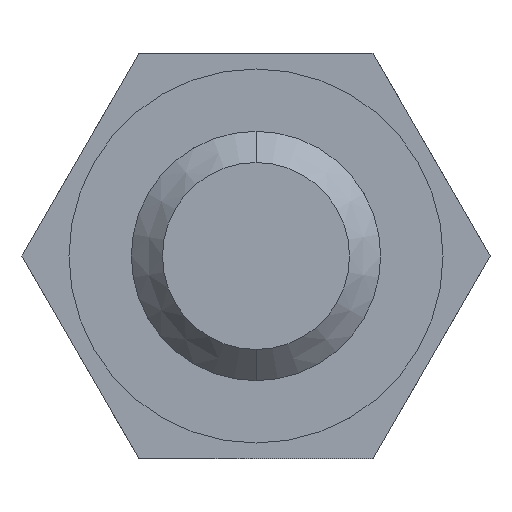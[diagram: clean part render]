
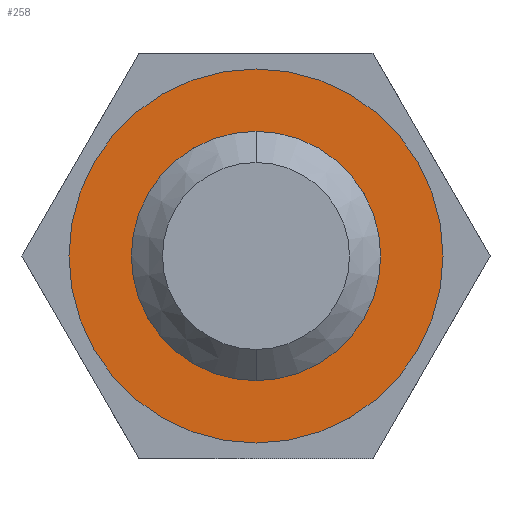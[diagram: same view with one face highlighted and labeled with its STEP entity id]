
A CAD part, front view. The second image highlights one B-rep face of the part: STEP entity #258.
In plain terms, the highlighted planar face has unit normal (0, -1, 0).
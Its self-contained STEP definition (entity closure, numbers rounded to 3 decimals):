
#83 = FACE_BOUND ( 'NONE', #3338, .T. ) ;
#111 = DIRECTION ( 'NONE',  ( 0., 0., -1. ) ) ;
#258 = ADVANCED_FACE ( 'NONE', ( #83, #3064 ), #1618, .T. ) ;
#305 = EDGE_CURVE ( 'NONE', #1985, #4021, #3812, .T. ) ;
#917 = CARTESIAN_POINT ( 'NONE',  ( 0., -0.2, 6. ) ) ;
#991 = CARTESIAN_POINT ( 'NONE',  ( 0., -0.2, 0. ) ) ;
#1002 = CIRCLE ( 'NONE', #3461, 4. ) ;
#1186 = ORIENTED_EDGE ( 'NONE', *, *, #305, .T. ) ;
#1192 = ORIENTED_EDGE ( 'NONE', *, *, #3536, .F. ) ;
#1224 = AXIS2_PLACEMENT_3D ( 'NONE', #991, #3525, #1368 ) ;
#1368 = DIRECTION ( 'NONE',  ( 0., 0., -1. ) ) ;
#1420 = DIRECTION ( 'NONE',  ( 0., 0., -1. ) ) ;
#1538 = CARTESIAN_POINT ( 'NONE',  ( 0., -0.2, 4. ) ) ;
#1618 = PLANE ( 'NONE',  #4753 ) ;
#1726 = DIRECTION ( 'NONE',  ( 0., -1., 0. ) ) ;
#1728 = CARTESIAN_POINT ( 'NONE',  ( 0., -0.2, 0. ) ) ;
#1985 = VERTEX_POINT ( 'NONE', #917 ) ;
#2219 = EDGE_CURVE ( 'NONE', #4021, #1985, #4394, .T. ) ;
#2250 = VERTEX_POINT ( 'NONE', #1538 ) ;
#2258 = AXIS2_PLACEMENT_3D ( 'NONE', #3202, #3222, #3236 ) ;
#2346 = DIRECTION ( 'NONE',  ( 0., 0., -1. ) ) ;
#2394 = DIRECTION ( 'NONE',  ( 0., -1., 0. ) ) ;
#2812 = AXIS2_PLACEMENT_3D ( 'NONE', #1728, #1726, #1420 ) ;
#3064 = FACE_OUTER_BOUND ( 'NONE', #3619, .T. ) ;
#3084 = EDGE_CURVE ( 'NONE', #4027, #2250, #4755, .T. ) ;
#3202 = CARTESIAN_POINT ( 'NONE',  ( 0., -0.2, 0. ) ) ;
#3222 = DIRECTION ( 'NONE',  ( 0., -1., 0. ) ) ;
#3236 = DIRECTION ( 'NONE',  ( 0., 0., -1. ) ) ;
#3338 = EDGE_LOOP ( 'NONE', ( #1192, #3459 ) ) ;
#3459 = ORIENTED_EDGE ( 'NONE', *, *, #3084, .F. ) ;
#3461 = AXIS2_PLACEMENT_3D ( 'NONE', #4610, #2394, #111 ) ;
#3525 = DIRECTION ( 'NONE',  ( 0., -1., 0. ) ) ;
#3536 = EDGE_CURVE ( 'NONE', #2250, #4027, #1002, .T. ) ;
#3619 = EDGE_LOOP ( 'NONE', ( #1186, #4180 ) ) ;
#3769 = CARTESIAN_POINT ( 'NONE',  ( 0., -0.2, 0. ) ) ;
#3812 = CIRCLE ( 'NONE', #1224, 6. ) ;
#4021 = VERTEX_POINT ( 'NONE', #4308 ) ;
#4027 = VERTEX_POINT ( 'NONE', #4706 ) ;
#4180 = ORIENTED_EDGE ( 'NONE', *, *, #2219, .T. ) ;
#4308 = CARTESIAN_POINT ( 'NONE',  ( 0., -0.2, -6. ) ) ;
#4394 = CIRCLE ( 'NONE', #2812, 6. ) ;
#4549 = DIRECTION ( 'NONE',  ( 0., -1., 0. ) ) ;
#4610 = CARTESIAN_POINT ( 'NONE',  ( 0., -0.2, 0. ) ) ;
#4706 = CARTESIAN_POINT ( 'NONE',  ( 0., -0.2, -4. ) ) ;
#4753 = AXIS2_PLACEMENT_3D ( 'NONE', #3769, #4549, #2346 ) ;
#4755 = CIRCLE ( 'NONE', #2258, 4. ) ;
